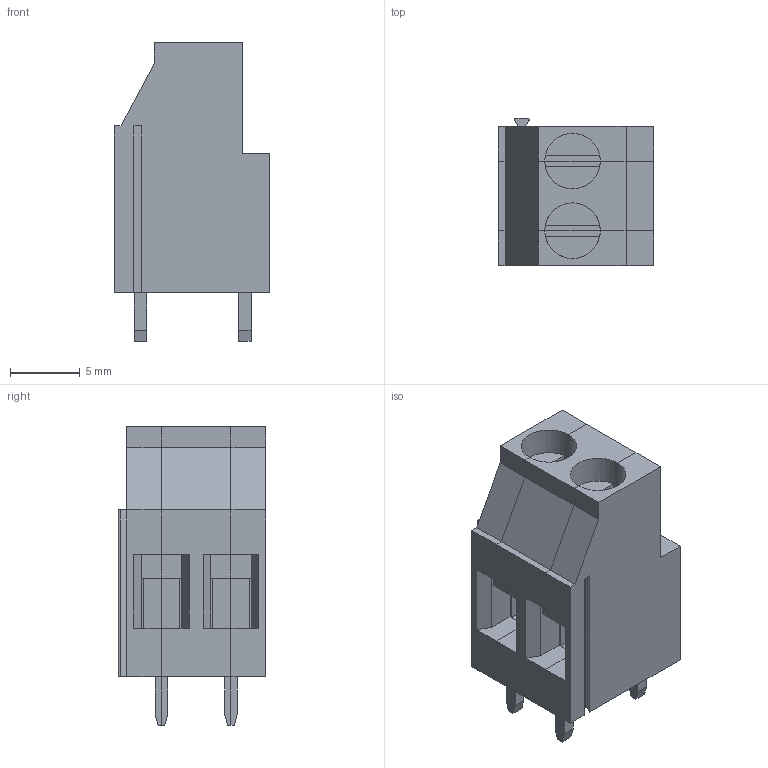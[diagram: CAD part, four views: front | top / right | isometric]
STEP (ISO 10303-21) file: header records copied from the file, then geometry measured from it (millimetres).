
FILE_DESCRIPTION( ( 'Unknown' ), '1' );
FILE_NAME( '691254710002.stp', 'Unknown', ( 'Unknown' ), ( 'Unknown' ), 'PSStep 18.0.17', 'Unknown', ' ' );
FILE_SCHEMA( ( 'AUTOMOTIVE_DESIGN { 1 0 10303 214 1 1 1 1 }' ) );
Length unit declared in the file: millimetre
Products named in the file (4): Assem1; 6912547100xx_DX; 6912547100xx_CNT; 6912547100xx_SX
Assembly tree (3 placements, depth 2):
  Assem1
    6912547100xx_DX
    6912547100xx_CNT
    6912547100xx_SX
Bounding box: 11.2 x 10.6 x 21.5 mm (x, y, z)
Volume: 1499.8 mm3; surface area: 1835.8 mm2
Topology: 3 solids, 3 shells, 149 faces, 429 edges, 286 vertices
Faces by surface type: plane 141, cylinder 8
Entity records: 6069 total; most frequent: CARTESIAN_POINT 868, ORIENTED_EDGE 858, DIRECTION 759, EDGE_CURVE 429, LINE 405, VECTOR 405, VERTEX_POINT 286, AXIS2_PLACEMENT_3D 177
